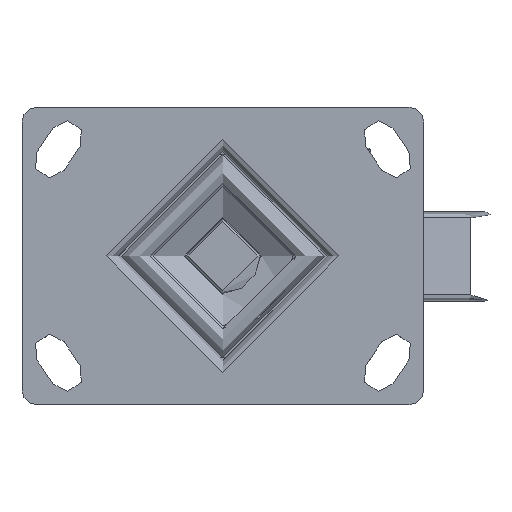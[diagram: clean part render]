
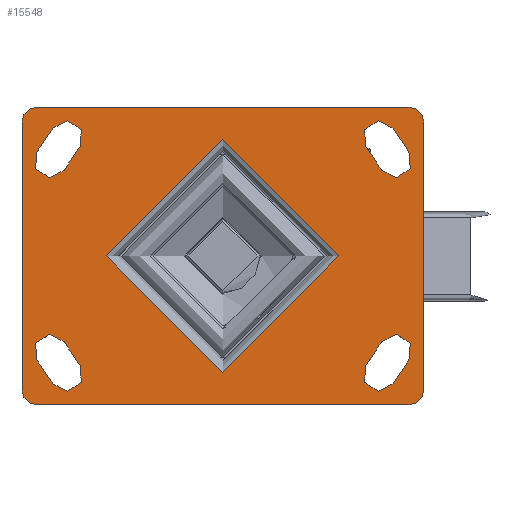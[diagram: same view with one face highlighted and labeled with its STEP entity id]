
A CAD part, top view. The second image highlights one B-rep face of the part: STEP entity #15548.
In plain terms, the highlighted planar face has unit normal (0, 0, 1).
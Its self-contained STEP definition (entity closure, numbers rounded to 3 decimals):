
#1337=FACE_BOUND('',#4977,.T.);
#1338=FACE_BOUND('',#4978,.T.);
#1339=FACE_BOUND('',#4979,.T.);
#1340=FACE_BOUND('',#4980,.T.);
#1341=FACE_BOUND('',#4981,.T.);
#1494=PLANE('',#16894);
#1993=LINE('',#22866,#2930);
#1995=LINE('',#22869,#2932);
#1997=LINE('',#22872,#2934);
#1999=LINE('',#22875,#2936);
#2001=LINE('',#22878,#2938);
#2003=LINE('',#22881,#2940);
#2005=LINE('',#22884,#2942);
#2007=LINE('',#22887,#2944);
#2008=LINE('',#22889,#2945);
#2010=LINE('',#22892,#2947);
#2011=LINE('',#22893,#2948);
#2012=LINE('',#22894,#2949);
#2930=VECTOR('',#18739,1000.);
#2932=VECTOR('',#18743,1000.);
#2934=VECTOR('',#18747,1000.);
#2936=VECTOR('',#18751,1000.);
#2938=VECTOR('',#18755,1000.);
#2940=VECTOR('',#18759,1000.);
#2942=VECTOR('',#18763,1000.);
#2944=VECTOR('',#18767,1000.);
#2945=VECTOR('',#18770,1000.);
#2947=VECTOR('',#18774,1000.);
#2948=VECTOR('',#18775,1000.);
#2949=VECTOR('',#18776,1000.);
#4011=FACE_OUTER_BOUND('',#4976,.T.);
#4976=EDGE_LOOP('',(#10973,#10974,#10975,#10976,#10977,#10978,#10979,#10980));
#4977=EDGE_LOOP('',(#10981,#10982,#10983,#10984));
#4978=EDGE_LOOP('',(#10985,#10986,#10987,#10988));
#4979=EDGE_LOOP('',(#10989,#10990,#10991,#10992));
#4980=EDGE_LOOP('',(#10993,#10994,#10995,#10996));
#4981=EDGE_LOOP('',(#10997));
#6063=CIRCLE('',#16713,39.);
#6176=CIRCLE('',#16850,5.);
#6178=CIRCLE('',#16853,5.);
#6180=CIRCLE('',#16856,5.);
#6182=CIRCLE('',#16859,5.);
#6185=CIRCLE('',#16863,5.5);
#6186=CIRCLE('',#16865,5.5);
#6189=CIRCLE('',#16869,5.5);
#6190=CIRCLE('',#16871,5.5);
#6193=CIRCLE('',#16875,5.5);
#6194=CIRCLE('',#16877,5.5);
#6197=CIRCLE('',#16881,5.5);
#6198=CIRCLE('',#16883,5.5);
#6784=VERTEX_POINT('',#22399);
#6951=VERTEX_POINT('',#22757);
#6952=VERTEX_POINT('',#22758);
#6955=VERTEX_POINT('',#22766);
#6956=VERTEX_POINT('',#22767);
#6959=VERTEX_POINT('',#22775);
#6960=VERTEX_POINT('',#22776);
#6963=VERTEX_POINT('',#22784);
#6964=VERTEX_POINT('',#22785);
#6969=VERTEX_POINT('',#22796);
#6970=VERTEX_POINT('',#22798);
#6971=VERTEX_POINT('',#22802);
#6972=VERTEX_POINT('',#22803);
#6977=VERTEX_POINT('',#22814);
#6978=VERTEX_POINT('',#22816);
#6979=VERTEX_POINT('',#22820);
#6980=VERTEX_POINT('',#22821);
#6985=VERTEX_POINT('',#22832);
#6986=VERTEX_POINT('',#22834);
#6987=VERTEX_POINT('',#22838);
#6988=VERTEX_POINT('',#22839);
#6993=VERTEX_POINT('',#22850);
#6994=VERTEX_POINT('',#22852);
#6995=VERTEX_POINT('',#22856);
#6996=VERTEX_POINT('',#22857);
#8317=EDGE_CURVE('',#6784,#6784,#6063,.T.);
#8496=EDGE_CURVE('',#6951,#6952,#6176,.T.);
#8500=EDGE_CURVE('',#6955,#6956,#6178,.T.);
#8504=EDGE_CURVE('',#6959,#6960,#6180,.T.);
#8508=EDGE_CURVE('',#6963,#6964,#6182,.T.);
#8514=EDGE_CURVE('',#6970,#6969,#6185,.T.);
#8516=EDGE_CURVE('',#6971,#6972,#6186,.T.);
#8522=EDGE_CURVE('',#6978,#6977,#6189,.T.);
#8524=EDGE_CURVE('',#6979,#6980,#6190,.T.);
#8530=EDGE_CURVE('',#6986,#6985,#6193,.T.);
#8532=EDGE_CURVE('',#6987,#6988,#6194,.T.);
#8538=EDGE_CURVE('',#6994,#6993,#6197,.T.);
#8540=EDGE_CURVE('',#6995,#6996,#6198,.T.);
#8545=EDGE_CURVE('',#6993,#6995,#1993,.T.);
#8547=EDGE_CURVE('',#6996,#6994,#1995,.T.);
#8549=EDGE_CURVE('',#6985,#6987,#1997,.T.);
#8551=EDGE_CURVE('',#6988,#6986,#1999,.T.);
#8553=EDGE_CURVE('',#6977,#6979,#2001,.T.);
#8555=EDGE_CURVE('',#6980,#6978,#2003,.T.);
#8557=EDGE_CURVE('',#6969,#6971,#2005,.T.);
#8559=EDGE_CURVE('',#6972,#6970,#2007,.T.);
#8560=EDGE_CURVE('',#6964,#6951,#2008,.T.);
#8562=EDGE_CURVE('',#6960,#6963,#2010,.T.);
#8563=EDGE_CURVE('',#6956,#6959,#2011,.T.);
#8564=EDGE_CURVE('',#6952,#6955,#2012,.T.);
#10973=ORIENTED_EDGE('',*,*,#8508,.F.);
#10974=ORIENTED_EDGE('',*,*,#8562,.F.);
#10975=ORIENTED_EDGE('',*,*,#8504,.F.);
#10976=ORIENTED_EDGE('',*,*,#8563,.F.);
#10977=ORIENTED_EDGE('',*,*,#8500,.F.);
#10978=ORIENTED_EDGE('',*,*,#8564,.F.);
#10979=ORIENTED_EDGE('',*,*,#8496,.F.);
#10980=ORIENTED_EDGE('',*,*,#8560,.F.);
#10981=ORIENTED_EDGE('',*,*,#8538,.T.);
#10982=ORIENTED_EDGE('',*,*,#8545,.T.);
#10983=ORIENTED_EDGE('',*,*,#8540,.T.);
#10984=ORIENTED_EDGE('',*,*,#8547,.T.);
#10985=ORIENTED_EDGE('',*,*,#8530,.T.);
#10986=ORIENTED_EDGE('',*,*,#8549,.T.);
#10987=ORIENTED_EDGE('',*,*,#8532,.T.);
#10988=ORIENTED_EDGE('',*,*,#8551,.T.);
#10989=ORIENTED_EDGE('',*,*,#8522,.T.);
#10990=ORIENTED_EDGE('',*,*,#8553,.T.);
#10991=ORIENTED_EDGE('',*,*,#8524,.T.);
#10992=ORIENTED_EDGE('',*,*,#8555,.T.);
#10993=ORIENTED_EDGE('',*,*,#8514,.T.);
#10994=ORIENTED_EDGE('',*,*,#8557,.T.);
#10995=ORIENTED_EDGE('',*,*,#8516,.T.);
#10996=ORIENTED_EDGE('',*,*,#8559,.T.);
#10997=ORIENTED_EDGE('',*,*,#8317,.F.);
#15548=ADVANCED_FACE('',(#4011,#1337,#1338,#1339,#1340,#1341),#1494,.T.);
#16713=AXIS2_PLACEMENT_3D('',#22400,#18314,#18315);
#16850=AXIS2_PLACEMENT_3D('',#22759,#18642,#18643);
#16853=AXIS2_PLACEMENT_3D('',#22768,#18650,#18651);
#16856=AXIS2_PLACEMENT_3D('',#22777,#18658,#18659);
#16859=AXIS2_PLACEMENT_3D('',#22786,#18666,#18667);
#16863=AXIS2_PLACEMENT_3D('',#22799,#18677,#18678);
#16865=AXIS2_PLACEMENT_3D('',#22804,#18682,#18683);
#16869=AXIS2_PLACEMENT_3D('',#22817,#18693,#18694);
#16871=AXIS2_PLACEMENT_3D('',#22822,#18698,#18699);
#16875=AXIS2_PLACEMENT_3D('',#22835,#18709,#18710);
#16877=AXIS2_PLACEMENT_3D('',#22840,#18714,#18715);
#16881=AXIS2_PLACEMENT_3D('',#22853,#18725,#18726);
#16883=AXIS2_PLACEMENT_3D('',#22858,#18730,#18731);
#16894=AXIS2_PLACEMENT_3D('',#22891,#18772,#18773);
#18314=DIRECTION('center_axis',(0.,0.,1.));
#18315=DIRECTION('ref_axis',(0.,-1.,0.));
#18642=DIRECTION('center_axis',(0.,0.,-1.));
#18643=DIRECTION('ref_axis',(0.707,0.707,0.));
#18650=DIRECTION('center_axis',(0.,0.,-1.));
#18651=DIRECTION('ref_axis',(0.707,-0.707,0.));
#18658=DIRECTION('center_axis',(0.,0.,-1.));
#18659=DIRECTION('ref_axis',(-0.707,-0.707,0.));
#18666=DIRECTION('center_axis',(0.,0.,-1.));
#18667=DIRECTION('ref_axis',(-0.707,0.707,0.));
#18677=DIRECTION('center_axis',(0.,0.,-1.));
#18678=DIRECTION('ref_axis',(-1.,0.,0.));
#18682=DIRECTION('center_axis',(0.,0.,-1.));
#18683=DIRECTION('ref_axis',(-1.,0.,0.));
#18693=DIRECTION('center_axis',(0.,0.,-1.));
#18694=DIRECTION('ref_axis',(1.,0.,0.));
#18698=DIRECTION('center_axis',(0.,0.,-1.));
#18699=DIRECTION('ref_axis',(1.,0.,0.));
#18709=DIRECTION('center_axis',(0.,0.,-1.));
#18710=DIRECTION('ref_axis',(1.,0.,0.));
#18714=DIRECTION('center_axis',(0.,0.,-1.));
#18715=DIRECTION('ref_axis',(1.,0.,0.));
#18725=DIRECTION('center_axis',(0.,0.,-1.));
#18726=DIRECTION('ref_axis',(-1.,0.,0.));
#18730=DIRECTION('center_axis',(0.,0.,-1.));
#18731=DIRECTION('ref_axis',(-1.,0.,0.));
#18739=DIRECTION('',(0.555,0.832,0.));
#18743=DIRECTION('',(-0.555,-0.832,0.));
#18747=DIRECTION('',(-0.555,0.832,0.));
#18751=DIRECTION('',(0.555,-0.832,0.));
#18755=DIRECTION('',(-0.555,-0.832,0.));
#18759=DIRECTION('',(0.555,0.832,0.));
#18763=DIRECTION('',(0.555,-0.832,0.));
#18767=DIRECTION('',(-0.555,0.832,0.));
#18770=DIRECTION('',(1.,0.,0.));
#18772=DIRECTION('center_axis',(0.,0.,1.));
#18773=DIRECTION('ref_axis',(1.,0.,0.));
#18774=DIRECTION('',(0.,1.,0.));
#18775=DIRECTION('',(-1.,0.,0.));
#18776=DIRECTION('',(0.,-1.,0.));
#22399=CARTESIAN_POINT('',(39.,0.,0.));
#22400=CARTESIAN_POINT('Origin',(0.,0.,0.));
#22757=CARTESIAN_POINT('',(62.5,50.,0.));
#22758=CARTESIAN_POINT('',(67.5,45.,0.));
#22759=CARTESIAN_POINT('Origin',(62.5,45.,0.));
#22766=CARTESIAN_POINT('',(67.5,-45.,0.));
#22767=CARTESIAN_POINT('',(62.5,-50.,0.));
#22768=CARTESIAN_POINT('Origin',(62.5,-45.,0.));
#22775=CARTESIAN_POINT('',(-62.5,-50.,0.));
#22776=CARTESIAN_POINT('',(-67.5,-45.,0.));
#22777=CARTESIAN_POINT('Origin',(-62.5,-45.,0.));
#22784=CARTESIAN_POINT('',(-67.5,45.,0.));
#22785=CARTESIAN_POINT('',(-62.5,50.,0.));
#22786=CARTESIAN_POINT('Origin',(-62.5,45.,0.));
#22796=CARTESIAN_POINT('',(57.15,42.938,0.));
#22798=CARTESIAN_POINT('',(48.,36.838,0.));
#22799=CARTESIAN_POINT('Origin',(52.5,40.,0.));
#22802=CARTESIAN_POINT('',(62.5,34.912,0.));
#22803=CARTESIAN_POINT('',(53.35,28.812,0.));
#22804=CARTESIAN_POINT('Origin',(58.,31.75,0.));
#22814=CARTESIAN_POINT('',(-48.,36.838,0.));
#22816=CARTESIAN_POINT('',(-57.15,42.938,0.));
#22817=CARTESIAN_POINT('Origin',(-52.5,40.,0.));
#22820=CARTESIAN_POINT('',(-53.35,28.812,0.));
#22821=CARTESIAN_POINT('',(-62.5,34.912,0.));
#22822=CARTESIAN_POINT('Origin',(-58.,31.75,0.));
#22832=CARTESIAN_POINT('',(-57.15,-42.938,0.));
#22834=CARTESIAN_POINT('',(-48.,-36.838,0.));
#22835=CARTESIAN_POINT('Origin',(-52.5,-40.,0.));
#22838=CARTESIAN_POINT('',(-62.5,-34.912,0.));
#22839=CARTESIAN_POINT('',(-53.35,-28.812,0.));
#22840=CARTESIAN_POINT('Origin',(-58.,-31.75,0.));
#22850=CARTESIAN_POINT('',(48.,-36.838,0.));
#22852=CARTESIAN_POINT('',(57.15,-42.938,0.));
#22853=CARTESIAN_POINT('Origin',(52.5,-40.,0.));
#22856=CARTESIAN_POINT('',(53.35,-28.812,0.));
#22857=CARTESIAN_POINT('',(62.5,-34.912,0.));
#22858=CARTESIAN_POINT('Origin',(58.,-31.75,0.));
#22866=CARTESIAN_POINT('',(50.454,-33.157,0.));
#22869=CARTESIAN_POINT('',(59.604,-39.257,0.));
#22872=CARTESIAN_POINT('',(-59.604,-39.257,0.));
#22875=CARTESIAN_POINT('',(-50.454,-33.157,0.));
#22878=CARTESIAN_POINT('',(-50.454,33.157,0.));
#22881=CARTESIAN_POINT('',(-59.604,39.257,0.));
#22884=CARTESIAN_POINT('',(59.604,39.257,0.));
#22887=CARTESIAN_POINT('',(50.454,33.157,0.));
#22889=CARTESIAN_POINT('',(0.,50.,0.));
#22891=CARTESIAN_POINT('Origin',(0.,0.,0.));
#22892=CARTESIAN_POINT('',(-67.5,0.,0.));
#22893=CARTESIAN_POINT('',(0.,-50.,0.));
#22894=CARTESIAN_POINT('',(67.5,0.,0.));
